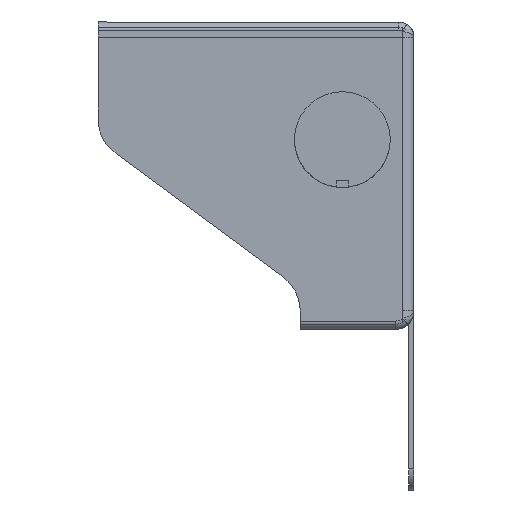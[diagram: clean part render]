
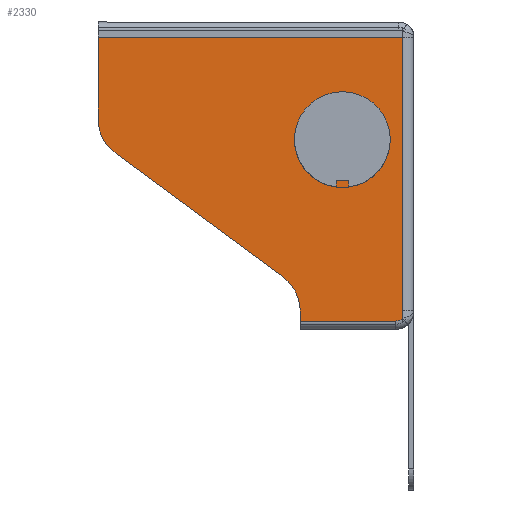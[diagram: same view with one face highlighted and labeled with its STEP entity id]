
A CAD part, left-side view. The second image highlights one B-rep face of the part: STEP entity #2330.
In plain terms, the highlighted planar face has unit normal (-1, 0, 0).
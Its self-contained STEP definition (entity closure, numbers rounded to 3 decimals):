
#25 = DIRECTION ( 'NONE',  ( 0., -1., 0. ) ) ;
#26 = CARTESIAN_POINT ( 'NONE',  ( -157.774, 17.249, -1.196 ) ) ;
#68 = DIRECTION ( 'NONE',  ( 0., 0., -1. ) ) ;
#71 = EDGE_CURVE ( 'NONE', #3889, #1921, #3340, .T. ) ;
#85 = EDGE_CURVE ( 'NONE', #2852, #1972, #3376, .T. ) ;
#122 = ORIENTED_EDGE ( 'NONE', *, *, #1751, .T. ) ;
#132 = ORIENTED_EDGE ( 'NONE', *, *, #456, .T. ) ;
#185 = VERTEX_POINT ( 'NONE', #1772 ) ;
#217 = ORIENTED_EDGE ( 'NONE', *, *, #3600, .F. ) ;
#239 = DIRECTION ( 'NONE',  ( 1., 0., 0. ) ) ;
#258 = CARTESIAN_POINT ( 'NONE',  ( -157.774, 17.249, -2.696 ) ) ;
#262 = EDGE_CURVE ( 'NONE', #385, #2636, #3233, .T. ) ;
#265 = DIRECTION ( 'NONE',  ( 0., 1., 0. ) ) ;
#280 = VERTEX_POINT ( 'NONE', #1171 ) ;
#301 = CARTESIAN_POINT ( 'NONE',  ( -157.774, 69.694, 5.402 ) ) ;
#367 = AXIS2_PLACEMENT_3D ( 'NONE', #3400, #239, #265 ) ;
#385 = VERTEX_POINT ( 'NONE', #805 ) ;
#433 = CARTESIAN_POINT ( 'NONE',  ( -157.774, 1.524, -32.075 ) ) ;
#456 = EDGE_CURVE ( 'NONE', #185, #2852, #3106, .T. ) ;
#570 = EDGE_LOOP ( 'NONE', ( #1219, #3561, #2601, #3526, #132, #3612, #2707, #122, #2858, #1977 ) ) ;
#646 = CARTESIAN_POINT ( 'NONE',  ( -157.774, 3.175, -34.5 ) ) ;
#649 = EDGE_CURVE ( 'NONE', #3978, #280, #2995, .T. ) ;
#719 = VERTEX_POINT ( 'NONE', #3010 ) ;
#720 = CARTESIAN_POINT ( 'NONE',  ( -157.774, 17.249, -2.696 ) ) ;
#735 = CIRCLE ( 'NONE', #3391, 11.375 ) ;
#786 = VECTOR ( 'NONE', #1764, 1000. ) ;
#800 = DIRECTION ( 'NONE',  ( 1., 0., 0. ) ) ;
#805 = CARTESIAN_POINT ( 'NONE',  ( -157.774, 25.75, -34.5 ) ) ;
#813 = LINE ( 'NONE', #1801, #786 ) ;
#824 = CARTESIAN_POINT ( 'NONE',  ( -157.774, 15.749, 8.58 ) ) ;
#834 = CARTESIAN_POINT ( 'NONE',  ( -157.774, 29.806, -24.077 ) ) ;
#847 = AXIS2_PLACEMENT_3D ( 'NONE', #1797, #1790, #1785 ) ;
#941 = EDGE_CURVE ( 'NONE', #3978, #1379, #2860, .T. ) ;
#997 = DIRECTION ( 'NONE',  ( -1., 0., 0. ) ) ;
#1005 = CARTESIAN_POINT ( 'NONE',  ( -157.774, 63.75, 13.444 ) ) ;
#1042 = DIRECTION ( 'NONE',  ( 0., 1., 0. ) ) ;
#1069 = AXIS2_PLACEMENT_3D ( 'NONE', #1864, #1825, #1819 ) ;
#1086 = CARTESIAN_POINT ( 'NONE',  ( -157.774, 4.374, 8.58 ) ) ;
#1135 = CARTESIAN_POINT ( 'NONE',  ( -157.774, 14.249, -1.196 ) ) ;
#1162 = DIRECTION ( 'NONE',  ( 0., -1., 0. ) ) ;
#1171 = CARTESIAN_POINT ( 'NONE',  ( -157.774, 17.249, -1.196 ) ) ;
#1187 = CARTESIAN_POINT ( 'NONE',  ( -157.774, 0., -34.5 ) ) ;
#1219 = ORIENTED_EDGE ( 'NONE', *, *, #71, .F. ) ;
#1228 = CIRCLE ( 'NONE', #367, 10. ) ;
#1266 = DIRECTION ( 'NONE',  ( 0., 1., 0. ) ) ;
#1271 = DIRECTION ( 'NONE',  ( 1., 0., 0. ) ) ;
#1289 = CARTESIAN_POINT ( 'NONE',  ( -157.774, 15.749, 8.58 ) ) ;
#1337 = VECTOR ( 'NONE', #25, 1000. ) ;
#1340 = LINE ( 'NONE', #26, #1337 ) ;
#1356 = VERTEX_POINT ( 'NONE', #3924 ) ;
#1365 = EDGE_CURVE ( 'NONE', #1356, #185, #2666, .T. ) ;
#1379 = VERTEX_POINT ( 'NONE', #2438 ) ;
#1383 = DIRECTION ( 'NONE',  ( 0., 0., 1. ) ) ;
#1516 = DIRECTION ( 'NONE',  ( 0., 1., 0. ) ) ;
#1611 = EDGE_LOOP ( 'NONE', ( #1879, #3448, #3537, #217, #2054, #2029 ) ) ;
#1629 = EDGE_CURVE ( 'NONE', #1379, #1660, #2524, .T. ) ;
#1651 = EDGE_CURVE ( 'NONE', #1762, #3889, #2522, .T. ) ;
#1660 = VERTEX_POINT ( 'NONE', #1086 ) ;
#1751 = EDGE_CURVE ( 'NONE', #719, #385, #2426, .T. ) ;
#1762 = VERTEX_POINT ( 'NONE', #3634 ) ;
#1764 = DIRECTION ( 'NONE',  ( 0., 0., -1. ) ) ;
#1772 = CARTESIAN_POINT ( 'NONE',  ( -157.774, 73.75, 13.444 ) ) ;
#1785 = DIRECTION ( 'NONE',  ( 0., 1., 0. ) ) ;
#1790 = DIRECTION ( 'NONE',  ( -1., 0., 0. ) ) ;
#1797 = CARTESIAN_POINT ( 'NONE',  ( -157.774, 3.175, -32.075 ) ) ;
#1801 = CARTESIAN_POINT ( 'NONE',  ( -157.774, 14.249, -1.196 ) ) ;
#1819 = DIRECTION ( 'NONE',  ( 0., 1., 0. ) ) ;
#1825 = DIRECTION ( 'NONE',  ( 1., 0., 0. ) ) ;
#1840 = FACE_BOUND ( 'NONE', #1611, .T. ) ;
#1857 = CIRCLE ( 'NONE', #847, 2.425 ) ;
#1860 = PLANE ( 'NONE',  #1069 ) ;
#1864 = CARTESIAN_POINT ( 'NONE',  ( -157.774, 0., 0. ) ) ;
#1876 = FACE_OUTER_BOUND ( 'NONE', #570, .T. ) ;
#1879 = ORIENTED_EDGE ( 'NONE', *, *, #941, .T. ) ;
#1891 = CARTESIAN_POINT ( 'NONE',  ( -157.774, 22.038, -29.819 ) ) ;
#1921 = VERTEX_POINT ( 'NONE', #1955 ) ;
#1955 = CARTESIAN_POINT ( 'NONE',  ( -157.774, 1.524, -33.851 ) ) ;
#1959 = AXIS2_PLACEMENT_3D ( 'NONE', #1005, #997, #1042 ) ;
#1972 = VERTEX_POINT ( 'NONE', #834 ) ;
#1977 = ORIENTED_EDGE ( 'NONE', *, *, #2337, .T. ) ;
#2029 = ORIENTED_EDGE ( 'NONE', *, *, #649, .F. ) ;
#2047 = LINE ( 'NONE', #3901, #2064 ) ;
#2054 = ORIENTED_EDGE ( 'NONE', *, *, #2917, .F. ) ;
#2064 = VECTOR ( 'NONE', #2497, 1000. ) ;
#2122 = EDGE_CURVE ( 'NONE', #1762, #1356, #2047, .T. ) ;
#2146 = CARTESIAN_POINT ( 'NONE',  ( -157.774, 73.75, 0. ) ) ;
#2330 = ADVANCED_FACE ( 'NONE', ( #1876, #1840 ), #1860, .F. ) ;
#2337 = EDGE_CURVE ( 'NONE', #2636, #1921, #1857, .T. ) ;
#2368 = CARTESIAN_POINT ( 'NONE',  ( -157.774, 1.524, -32.075 ) ) ;
#2416 = VECTOR ( 'NONE', #3572, 1000. ) ;
#2426 = LINE ( 'NONE', #3571, #2416 ) ;
#2438 = CARTESIAN_POINT ( 'NONE',  ( -157.774, 27.124, 8.58 ) ) ;
#2497 = DIRECTION ( 'NONE',  ( 0., 1., 0. ) ) ;
#2516 = VECTOR ( 'NONE', #3370, 1000. ) ;
#2522 = LINE ( 'NONE', #3365, #2516 ) ;
#2524 = CIRCLE ( 'NONE', #3546, 11.375 ) ;
#2554 = VERTEX_POINT ( 'NONE', #1135 ) ;
#2601 = ORIENTED_EDGE ( 'NONE', *, *, #2122, .T. ) ;
#2636 = VERTEX_POINT ( 'NONE', #646 ) ;
#2654 = DIRECTION ( 'NONE',  ( 0., -0.804, -0.594 ) ) ;
#2660 = DIRECTION ( 'NONE',  ( 0., 0., -1. ) ) ;
#2666 = LINE ( 'NONE', #2146, #2669 ) ;
#2669 = VECTOR ( 'NONE', #68, 1000. ) ;
#2707 = ORIENTED_EDGE ( 'NONE', *, *, #3124, .T. ) ;
#2852 = VERTEX_POINT ( 'NONE', #301 ) ;
#2858 = ORIENTED_EDGE ( 'NONE', *, *, #262, .T. ) ;
#2860 = CIRCLE ( 'NONE', #3658, 11.375 ) ;
#2917 = EDGE_CURVE ( 'NONE', #280, #2554, #1340, .T. ) ;
#2994 = VECTOR ( 'NONE', #1383, 1000. ) ;
#2995 = LINE ( 'NONE', #720, #2994 ) ;
#3010 = CARTESIAN_POINT ( 'NONE',  ( -157.774, 25.75, -32.119 ) ) ;
#3106 = CIRCLE ( 'NONE', #1959, 10. ) ;
#3124 = EDGE_CURVE ( 'NONE', #1972, #719, #1228, .T. ) ;
#3230 = VECTOR ( 'NONE', #1162, 1000. ) ;
#3233 = LINE ( 'NONE', #1187, #3230 ) ;
#3243 = VERTEX_POINT ( 'NONE', #3646 ) ;
#3331 = VECTOR ( 'NONE', #2660, 1000. ) ;
#3340 = LINE ( 'NONE', #2368, #3331 ) ;
#3343 = VECTOR ( 'NONE', #2654, 1000. ) ;
#3353 = CARTESIAN_POINT ( 'NONE',  ( -157.774, 15.749, 8.58 ) ) ;
#3354 = DIRECTION ( 'NONE',  ( 1., 0., 0. ) ) ;
#3358 = DIRECTION ( 'NONE',  ( 0., 1., 0. ) ) ;
#3365 = CARTESIAN_POINT ( 'NONE',  ( -157.774, 1.524, -32.075 ) ) ;
#3370 = DIRECTION ( 'NONE',  ( 0., 0., -1. ) ) ;
#3376 = LINE ( 'NONE', #1891, #3343 ) ;
#3391 = AXIS2_PLACEMENT_3D ( 'NONE', #1289, #1271, #1266 ) ;
#3400 = CARTESIAN_POINT ( 'NONE',  ( -157.774, 35.75, -32.119 ) ) ;
#3448 = ORIENTED_EDGE ( 'NONE', *, *, #1629, .T. ) ;
#3526 = ORIENTED_EDGE ( 'NONE', *, *, #1365, .T. ) ;
#3537 = ORIENTED_EDGE ( 'NONE', *, *, #3732, .T. ) ;
#3546 = AXIS2_PLACEMENT_3D ( 'NONE', #3353, #3354, #3358 ) ;
#3561 = ORIENTED_EDGE ( 'NONE', *, *, #1651, .F. ) ;
#3571 = CARTESIAN_POINT ( 'NONE',  ( -157.774, 25.75, -32.075 ) ) ;
#3572 = DIRECTION ( 'NONE',  ( 0., 0., -1. ) ) ;
#3600 = EDGE_CURVE ( 'NONE', #2554, #3243, #813, .T. ) ;
#3612 = ORIENTED_EDGE ( 'NONE', *, *, #85, .T. ) ;
#3634 = CARTESIAN_POINT ( 'NONE',  ( -157.774, 1.524, 32.9 ) ) ;
#3646 = CARTESIAN_POINT ( 'NONE',  ( -157.774, 14.249, -2.696 ) ) ;
#3658 = AXIS2_PLACEMENT_3D ( 'NONE', #824, #800, #1516 ) ;
#3732 = EDGE_CURVE ( 'NONE', #1660, #3243, #735, .T. ) ;
#3889 = VERTEX_POINT ( 'NONE', #433 ) ;
#3901 = CARTESIAN_POINT ( 'NONE',  ( -157.774, 0., 32.9 ) ) ;
#3924 = CARTESIAN_POINT ( 'NONE',  ( -157.774, 73.75, 32.9 ) ) ;
#3978 = VERTEX_POINT ( 'NONE', #258 ) ;
